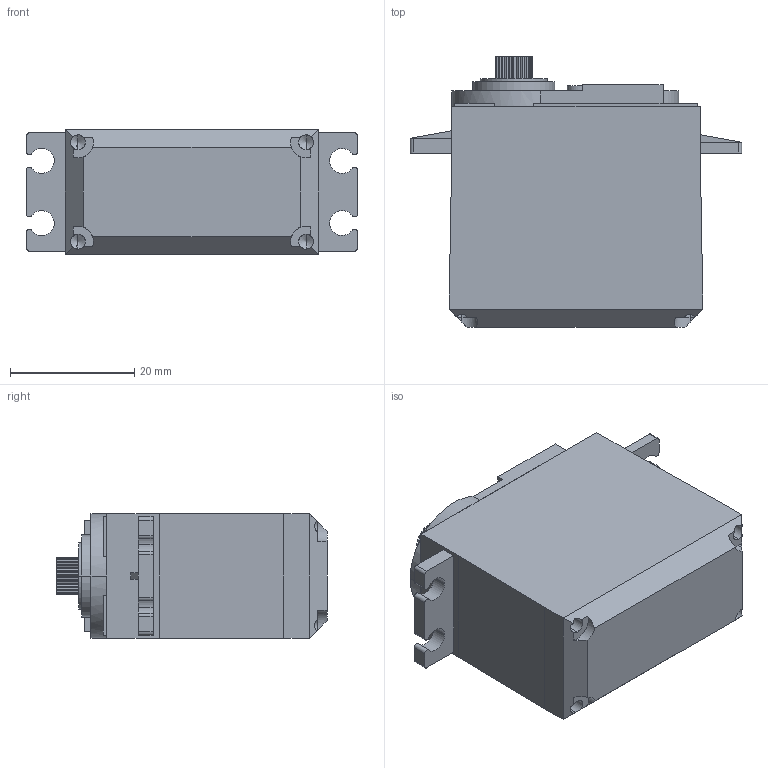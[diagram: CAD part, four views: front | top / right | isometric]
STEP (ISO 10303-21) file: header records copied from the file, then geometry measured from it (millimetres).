
FILE_DESCRIPTION (( 'STEP AP203' ), '1' );
FILE_NAME ('MG996R_servo.STEP', '2025-12-09T16:42:51', ( '' ), ( '' ), 'SwSTEP 2.0', 'SolidWorks 2025', '' );
FILE_SCHEMA (( 'CONFIG_CONTROL_DESIGN' ));
Length unit declared in the file: millimetre
Products named in the file (1): MG996R_servo
Bounding box: 53.3 x 43.49 x 20 mm (x, y, z)
Volume: 30582.1 mm3; surface area: 7545.8 mm2
Topology: 2 solids, 2 shells, 274 faces, 776 edges, 505 vertices
Faces by surface type: cylinder 144, plane 119, cone 8, bspline 3
Entity records: 12534 total; most frequent: CARTESIAN_POINT 5713, ORIENTED_EDGE 1536, DIRECTION 1324, EDGE_CURVE 768, VERTEX_POINT 505, LINE 448, VECTOR 448, AXIS2_PLACEMENT_3D 438
